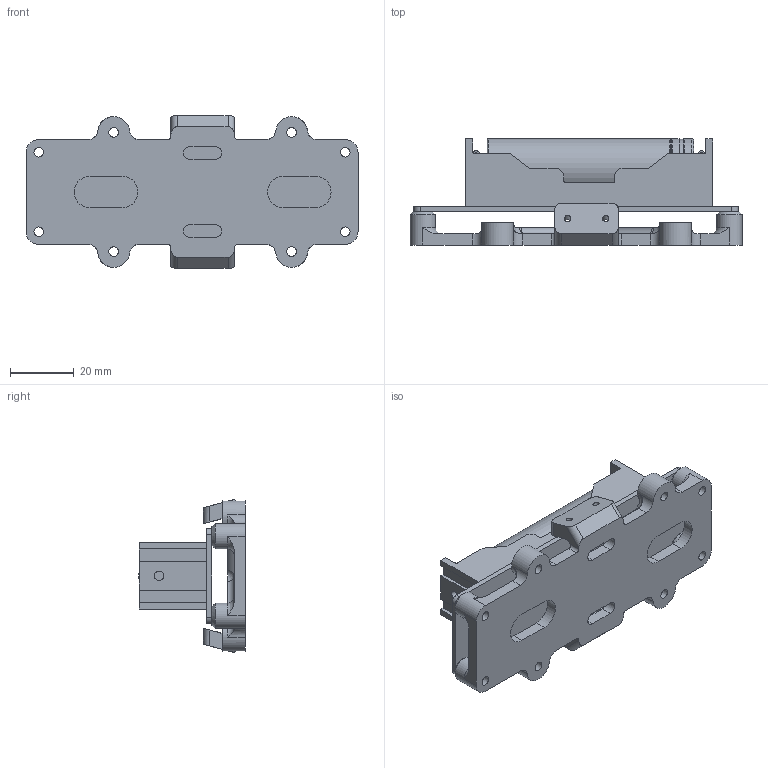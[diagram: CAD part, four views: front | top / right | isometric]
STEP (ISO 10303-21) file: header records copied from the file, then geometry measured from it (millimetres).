
FILE_DESCRIPTION(/* description */ (''),/* implementation_level */ '2;1');
FILE_NAME(/* name */ '18650_battery_pack.stp',/* time_stamp */ '2022-02-06T22:10:38+08:00',/* author */ ('Shuang Peng'),/* organization */ (''),/* preprocessor_version */ 'ST-DEVELOPER v18',/* originating_system */ 'Autodesk Inventor 2020',/* authorisation */ '');
FILE_SCHEMA (('AUTOMOTIVE_DESIGN { 1 0 10303 214 3 1 1 }'));
Length unit declared in the file: millimetre
Products named in the file (6): ele_holder; 18650_pack; 18650_bat; Li-Ion_Cell_Holder_BH_18650_A; Samsung INR18650-30Q 30Q; ele_holder_1
Assembly tree (5 placements, depth 3):
  ele_holder
    18650_pack
      18650_bat
      Li-Ion_Cell_Holder_BH_18650_A
      Samsung INR18650-30Q 30Q
    ele_holder_1
Bounding box: 104.5 x 33.5 x 48.1 mm (x, y, z)
Volume: 46024.5 mm3; surface area: 39938.9 mm2
Topology: 5 solids, 5 shells, 604 faces, 1716 edges, 1168 vertices
Faces by surface type: plane 304, bspline 135, cylinder 124, torus 35, cone 4, sphere 2
Full cylindrical faces by diameter (mm): 2 x4, 3 x14, 3.2 x2, 3.605 x2, 5.08 x2, 8 x4, 9.26 x1, 10.7 x1, 13.6 x1, 14.8 x1, 15.8 x1, 17.92 x4, 18.12 x2, 18.2 x6, 18.4 x3
Entity records: 28276 total; most frequent: CARTESIAN_POINT 12650, ORIENTED_EDGE 3432, DIRECTION 2811, EDGE_CURVE 1716, VERTEX_POINT 1168, LINE 969, VECTOR 969, AXIS2_PLACEMENT_3D 921
